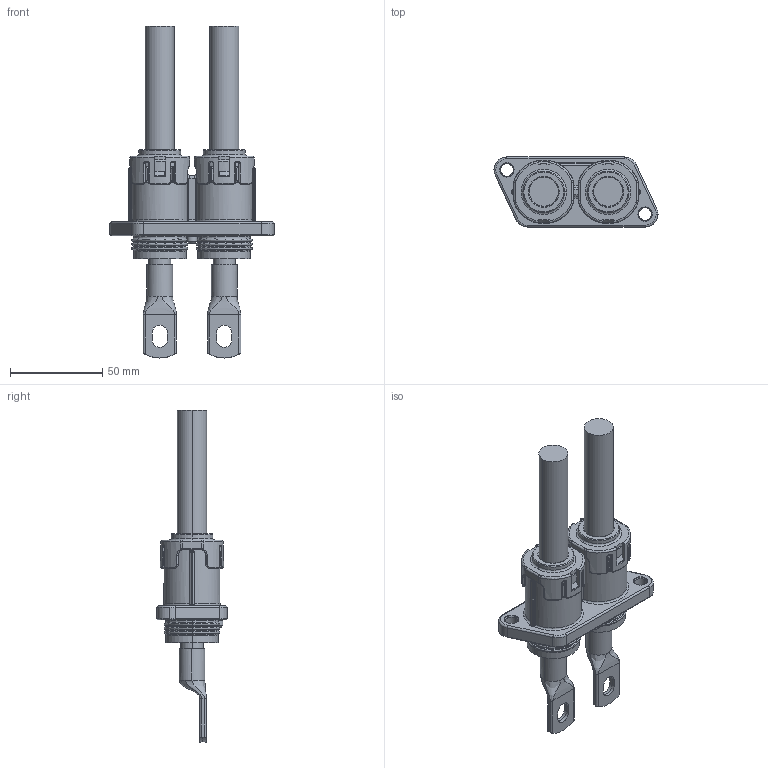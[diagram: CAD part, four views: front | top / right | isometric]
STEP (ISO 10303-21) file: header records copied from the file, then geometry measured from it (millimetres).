
FILE_DESCRIPTION (( 'STEP AP203' ), '1' );
FILE_NAME ('YG196-545脣釱50(揤諉)2024.10.30.STEP', '2024-10-30T01:51:35', ( 'yguser' ), ( 'ygkj' ), 'SwSTEP 2.0', 'SolidWorks 2023', '' );
FILE_SCHEMA (( 'CONFIG_CONTROL_DESIGN' ));
Length unit declared in the file: millimetre
Products named in the file (1): YG196-545插座50(压接)2024.10.30
Bounding box: 89 x 38 x 180.15 mm (x, y, z)
Volume: 107096.3 mm3; surface area: 63610.7 mm2
Topology: 11 solids, 11 shells, 1643 faces, 4069 edges, 2452 vertices
Faces by surface type: cylinder 573, plane 376, torus 288, bspline 280, cone 116, sphere 10
Entity records: 61975 total; most frequent: CARTESIAN_POINT 24996, ORIENTED_EDGE 8080, DIRECTION 7350, EDGE_CURVE 4040, AXIS2_PLACEMENT_3D 2871, VERTEX_POINT 2450, EDGE_LOOP 1722, ADVANCED_FACE 1643
